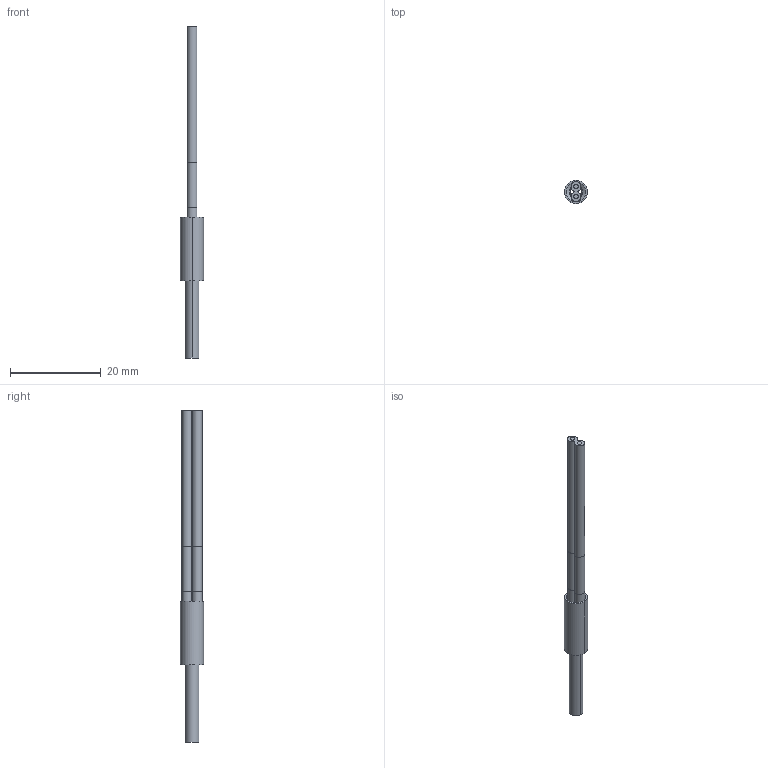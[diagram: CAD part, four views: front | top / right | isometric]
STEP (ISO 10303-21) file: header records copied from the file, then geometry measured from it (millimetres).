
FILE_DESCRIPTION((''),'2;1');
FILE_NAME('188739_ASM','2016-01-12T',('pdmadmin'),(''),'PRO/ENGINEER BY PARAMETRIC TECHNOLOGY CORPORATION, 2013230','PRO/ENGINEER BY PARAMETRIC TECHNOLOGY CORPORATION, 2013230','');
FILE_SCHEMA(('CONFIG_CONTROL_DESIGN'));
Length unit declared in the file: inch
Products named in the file (7): 35315; 39112; 10147; FIBER_CORE_1MM; 10147_BARE_CORE67; 10147_ASM; 188739_ASM
Assembly tree (8 placements, depth 3):
  188739_ASM
    35315
    39112
    10147_ASM
      10147
      FIBER_CORE_1MM  x2
      10147_BARE_CORE67  x2
Bounding box: 5.08 x 5.08 x 73.02 mm (x, y, z)
Volume: 572.5 mm3; surface area: 2178.4 mm2
Topology: 7 solids, 7 shells, 70 faces, 136 edges, 80 vertices
Faces by surface type: cylinder 40, plane 14, torus 8, cone 4, bspline 4
Entity records: 1762 total; most frequent: CARTESIAN_POINT 394, DIRECTION 312, ORIENTED_EDGE 216, AXIS2_PLACEMENT_3D 138, EDGE_CURVE 108, CIRCLE 68, VERTEX_POINT 64, EDGE_LOOP 62
